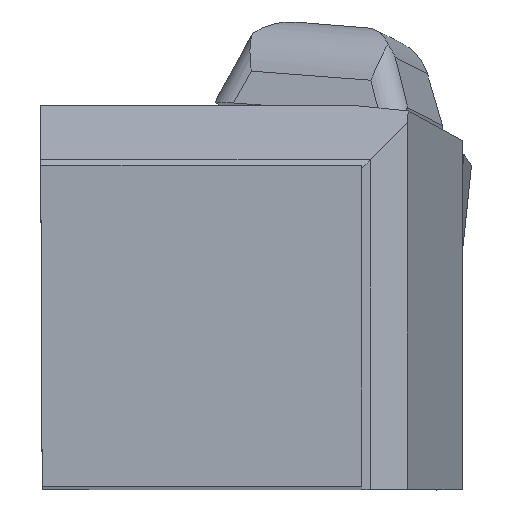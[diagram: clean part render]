
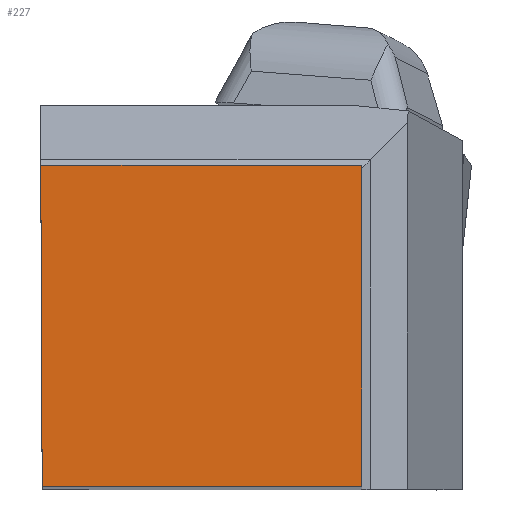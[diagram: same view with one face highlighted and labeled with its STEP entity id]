
A CAD part, top view. The second image highlights one B-rep face of the part: STEP entity #227.
In plain terms, the highlighted planar face has unit normal (0, 0, 1).
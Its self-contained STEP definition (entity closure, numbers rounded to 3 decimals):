
#152=FACE_OUTER_BOUND('',#371,.T.);
#227=ADVANCED_FACE('BLANK_BOXF006',(#152),#292,.F.);
#292=PLANE('',#1641);
#371=EDGE_LOOP('',(#622,#623,#624,#625));
#622=ORIENTED_EDGE('',*,*,#1104,.T.);
#623=ORIENTED_EDGE('',*,*,#1105,.T.);
#624=ORIENTED_EDGE('',*,*,#1100,.T.);
#625=ORIENTED_EDGE('',*,*,#1082,.T.);
#925=VERTEX_POINT('',#2377);
#926=VERTEX_POINT('',#2379);
#937=VERTEX_POINT('',#2412);
#940=VERTEX_POINT('',#2420);
#1082=EDGE_CURVE('',#926,#925,#1263,.T.);
#1100=EDGE_CURVE('',#937,#926,#1279,.T.);
#1104=EDGE_CURVE('',#925,#940,#1283,.T.);
#1105=EDGE_CURVE('',#940,#937,#1284,.T.);
#1263=LINE('',#2378,#1423);
#1279=LINE('',#2411,#1439);
#1283=LINE('',#2419,#1443);
#1284=LINE('',#2421,#1444);
#1423=VECTOR('',#1883,1.);
#1439=VECTOR('',#1911,1.);
#1443=VECTOR('',#1917,1.);
#1444=VECTOR('',#1918,1.);
#1641=AXIS2_PLACEMENT_3D('',#2422,#1919,#1920);
#1883=DIRECTION('',(1.,0.,0.));
#1911=DIRECTION('',(0.004,-1.,0.));
#1917=DIRECTION('',(0.,1.,0.));
#1918=DIRECTION('',(-1.,0.,0.));
#1919=DIRECTION('',(0.,0.,-1.));
#1920=DIRECTION('',(1.,0.,0.));
#2377=CARTESIAN_POINT('',(18.923,0.,0.));
#2378=CARTESIAN_POINT('',(-133.,0.,0.));
#2379=CARTESIAN_POINT('',(0.083,0.,0.));
#2411=CARTESIAN_POINT('',(-0.498,132.999,0.));
#2412=CARTESIAN_POINT('',(0.,18.923,0.));
#2419=CARTESIAN_POINT('',(18.923,-133.,0.));
#2420=CARTESIAN_POINT('',(18.923,18.923,0.));
#2421=CARTESIAN_POINT('',(133.,18.923,0.));
#2422=CARTESIAN_POINT('',(31.4,-5.,0.));
